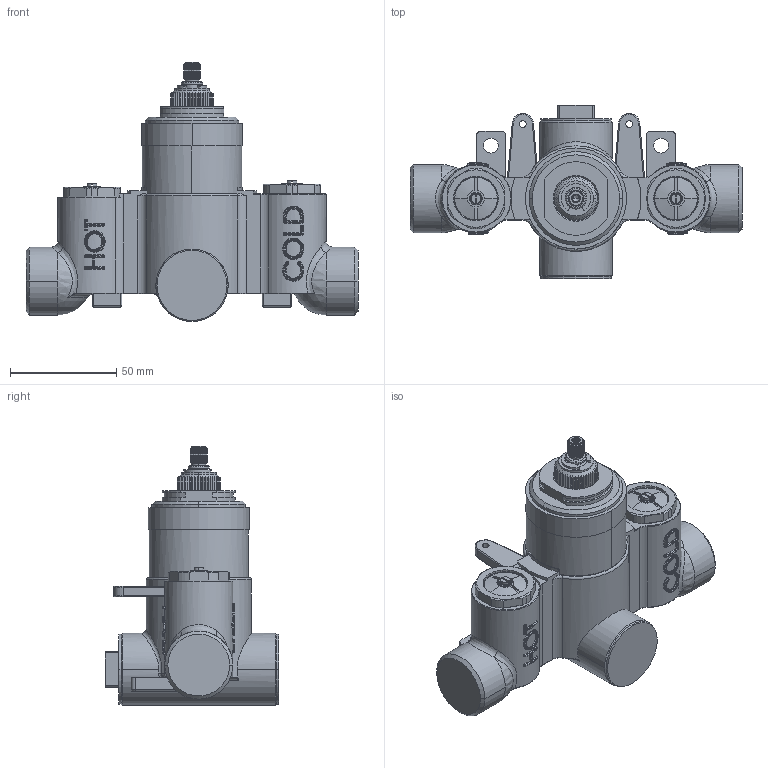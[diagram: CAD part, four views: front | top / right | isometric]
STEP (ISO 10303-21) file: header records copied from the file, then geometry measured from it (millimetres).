
FILE_DESCRIPTION((''),'2;1');
FILE_NAME('1-540_ASM','2021-04-21T10:35:45',('rsmith'),(''),'CREO PARAMETRIC BY PTC INC, 2018400','CREO PARAMETRIC BY PTC INC, 2018400','');
FILE_SCHEMA(('AUTOMOTIVE_DESIGN { 1 0 10303 214 1 1 1 1 }'));
Length unit declared in the file: millimetre
Products named in the file (13): VALVE_BODY; 1-103_1; 1-103_6; 1-103_7; 1-103_ASM; 1-102_BODY_TOP; 1-102_BROACH; 1-102_STEM; 1-102_C_RET_RING; 1-102_ASM; 10931; 1-583_ASM; 1-540_ASM
Assembly tree (13 placements, depth 4):
  1-540_ASM
    1-583_ASM
      VALVE_BODY
      1-103_ASM  x2
        1-103_1
        1-103_6
        1-103_7
      1-102_ASM
        1-102_BODY_TOP
        1-102_BROACH
        1-102_STEM
        1-102_C_RET_RING
      10931
Bounding box: 156 x 81.35 x 121.7 mm (x, y, z)
Volume: 316135.7 mm3; surface area: 81300.6 mm2
Topology: 12 solids, 12 shells, 1607 faces, 4058 edges, 2529 vertices
Faces by surface type: cylinder 534, plane 453, bspline 248, torus 131, cone 129, extrusion 64, sphere 48
Entity records: 127859 total; most frequent: CARTESIAN_POINT 83848, ORIENTED_EDGE 7222, DIRECTION 5858, EDGE_CURVE 3611, AXIS2_PLACEMENT_3D 2322, VERTEX_POINT 2269, PRESENTATION_STYLE_ASSIGNMENT 1951, STYLED_ITEM 1729
